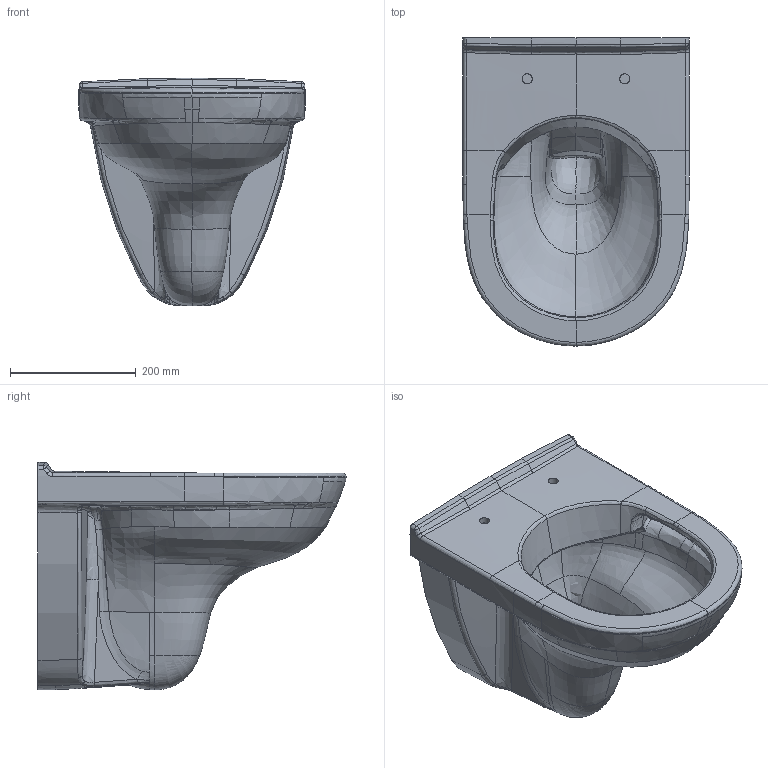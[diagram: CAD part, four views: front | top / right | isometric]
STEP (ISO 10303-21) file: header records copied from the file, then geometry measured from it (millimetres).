
FILE_DESCRIPTION(/* description */ (''),/* implementation_level */ '2;1');
FILE_NAME(/* name */ '5688R0_O.Novo_WWC_Compact.stp',/* time_stamp */ '2019-02-12T08:59:52+01:00',/* author */ (''),/* organization */ (''),/* preprocessor_version */ 'ST-DEVELOPER v16',/* originating_system */ 'SIEMENS PLM Software NX 10.0',/* authorisation */ '');
FILE_SCHEMA (('AUTOMOTIVE_DESIGN { 1 0 10303 214 3 1 1 1 }'));
Products named in the file (1): math1C541D01sv7x
Bounding box: 359.86 x 490 x 362.23 mm (x, y, z)
Volume: 13322179.6 mm3; surface area: 1051646 mm2
Topology: 1 solids, 1 shells, 399 faces, 1052 edges, 647 vertices
Faces by surface type: bspline 386, plane 7, cylinder 6
Full cylindrical faces by diameter (mm): 16 x2
Entity records: 57740 total; most frequent: CARTESIAN_POINT 51552, ORIENTED_EDGE 2072, EDGE_CURVE 1036, B_SPLINE_CURVE_WITH_KNOTS 852, VERTEX_POINT 645, EDGE_LOOP 405, ADVANCED_FACE 399, FACE_OUTER_BOUND 393
